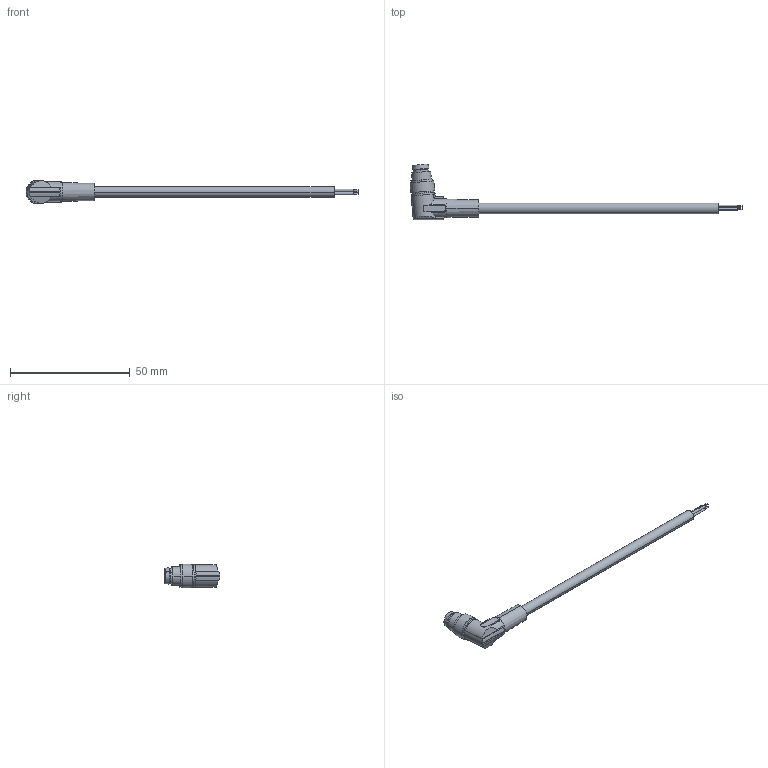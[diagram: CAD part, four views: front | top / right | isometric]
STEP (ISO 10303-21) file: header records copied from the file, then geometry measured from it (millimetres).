
FILE_DESCRIPTION(('SolidDesigner STEP Export'),'2;1');
FILE_NAME('1406292_SAC_3P_M8MR_5.0_542_BK-select.stp','2013-09-30T12:24:43',(''),(''),'Creo Elements/Direct Modeling STEP processor for AP214 (Solid Model)','Creo Elements/Direct Modeling 18.1B 29-Sep-2012 (C) Parametric Technology GmbH','');
FILE_SCHEMA(('AUTOMOTIVE_DESIGN { 1 0 10303 214 1 1 1 1 }'));
Length unit declared in the file: millimetre
Products named in the file (1): 1406292_SAC_3P_M8MR_5.0_542_BK-select
Bounding box: 138.62 x 23.31 x 10 mm (x, y, z)
Volume: 3729.8 mm3; surface area: 2876.9 mm2
Topology: 1 solids, 1 shells, 110 faces, 268 edges, 178 vertices
Faces by surface type: cylinder 54, plane 44, cone 12
Entity records: 4744 total; most frequent: CARTESIAN_POINT 1337, ORIENTED_EDGE 536, DIRECTION 492, EDGE_CURVE 268, AXIS2_PLACEMENT_3D 187, VERTEX_POINT 178, EDGE_LOOP 128, VECTOR 118
